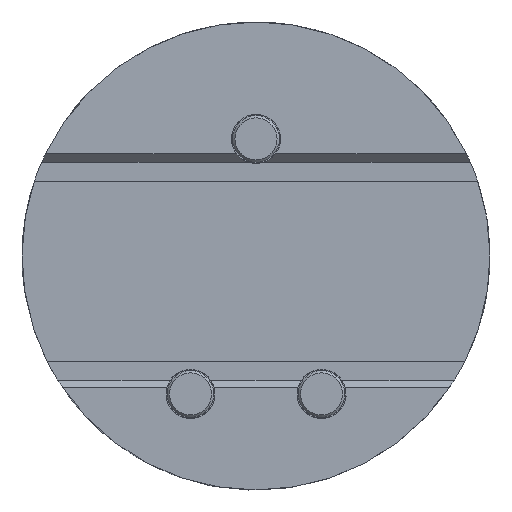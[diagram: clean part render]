
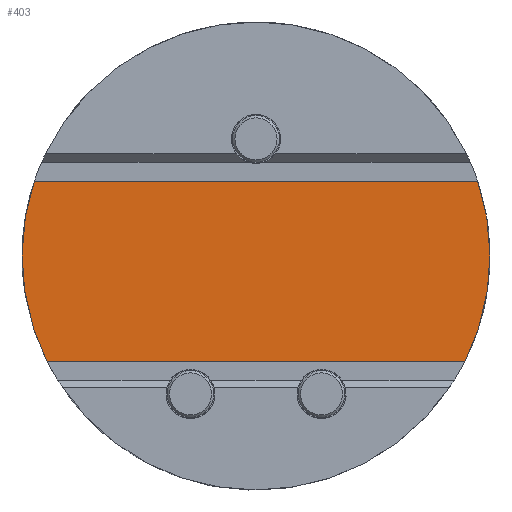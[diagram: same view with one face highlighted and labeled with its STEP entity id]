
A CAD part, top view. The second image highlights one B-rep face of the part: STEP entity #403.
In plain terms, the highlighted planar face has unit normal (0, 0, 1).
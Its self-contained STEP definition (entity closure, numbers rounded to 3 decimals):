
#45=FACE_OUTER_BOUND('',#685,.T.);
#153=LINE('',#2509,#279);
#154=LINE('',#2510,#280);
#279=VECTOR('',#1903,1.);
#280=VECTOR('',#1904,1.);
#403=ADVANCED_FACE('',(#45),#506,.F.);
#506=PLANE('',#1687);
#685=EDGE_LOOP('',(#862,#863,#864,#865));
#862=ORIENTED_EDGE('',*,*,#1405,.T.);
#863=ORIENTED_EDGE('',*,*,#1387,.F.);
#864=ORIENTED_EDGE('',*,*,#1406,.F.);
#865=ORIENTED_EDGE('',*,*,#1379,.F.);
#1231=VERTEX_POINT('',#2332);
#1232=VERTEX_POINT('',#2334);
#1239=VERTEX_POINT('',#2348);
#1240=VERTEX_POINT('',#2350);
#1379=EDGE_CURVE('',#1231,#1232,#1576,.T.);
#1387=EDGE_CURVE('',#1239,#1240,#1579,.T.);
#1405=EDGE_CURVE('',#1231,#1240,#153,.T.);
#1406=EDGE_CURVE('',#1232,#1239,#154,.T.);
#1576=CIRCLE('',#1669,50.);
#1579=CIRCLE('',#1675,50.);
#1669=AXIS2_PLACEMENT_3D('',#2333,#1860,#1861);
#1675=AXIS2_PLACEMENT_3D('',#2349,#1874,#1875);
#1687=AXIS2_PLACEMENT_3D('',#2511,#1905,#1906);
#1860=DIRECTION('',(0.,0.,-1.));
#1861=DIRECTION('',(0.,-1.,0.));
#1874=DIRECTION('',(0.,0.,-1.));
#1875=DIRECTION('',(0.,-1.,0.));
#1903=DIRECTION('',(1.,0.,0.));
#1904=DIRECTION('',(1.,0.,0.));
#1905=DIRECTION('',(0.,0.,-1.));
#1906=DIRECTION('',(0.,1.,0.));
#2332=CARTESIAN_POINT('',(-44.651,-22.5,0.325));
#2333=CARTESIAN_POINT('',(0.,0.,0.325));
#2334=CARTESIAN_POINT('',(-47.371,16.,0.325));
#2348=CARTESIAN_POINT('',(47.371,16.,0.325));
#2349=CARTESIAN_POINT('',(0.,0.,0.325));
#2350=CARTESIAN_POINT('',(44.651,-22.5,0.325));
#2509=CARTESIAN_POINT('',(-44.651,-22.5,0.325));
#2510=CARTESIAN_POINT('',(-47.371,16.,0.325));
#2511=CARTESIAN_POINT('',(50.,14.675,0.325));
